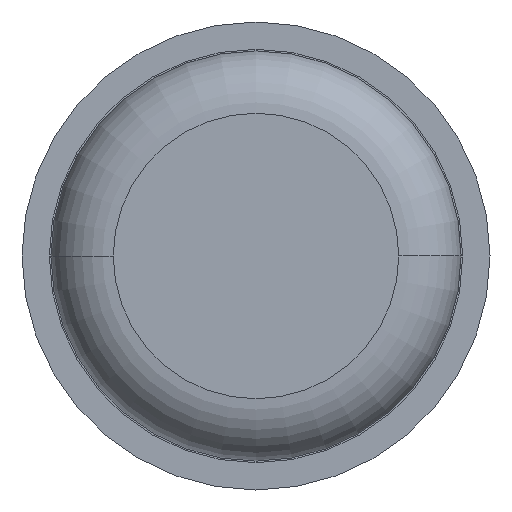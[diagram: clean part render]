
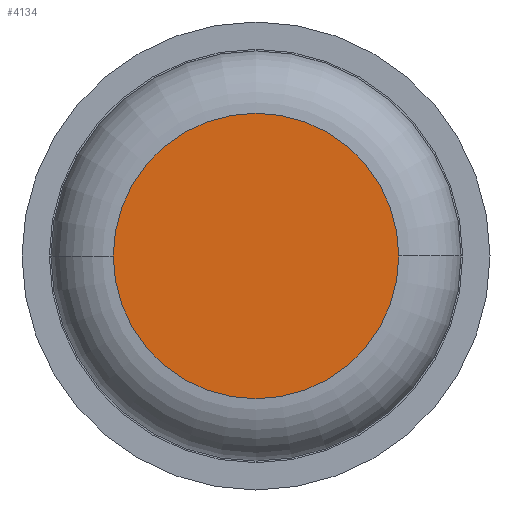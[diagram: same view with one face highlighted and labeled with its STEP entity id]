
A CAD part, front view. The second image highlights one B-rep face of the part: STEP entity #4134.
In plain terms, the highlighted planar face has unit normal (0, -1, 0).
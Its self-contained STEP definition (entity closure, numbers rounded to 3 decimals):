
#769 = DIRECTION ( 'NONE',  ( -1., 0., 0. ) ) ;
#1504 = AXIS2_PLACEMENT_3D ( 'NONE', #3782, #1828, #1848 ) ;
#1818 = CARTESIAN_POINT ( 'NONE',  ( -0.915, 0., 0. ) ) ;
#1828 = DIRECTION ( 'NONE',  ( 0., -1., 0. ) ) ;
#1848 = DIRECTION ( 'NONE',  ( -1., 0., 0. ) ) ;
#1941 = CIRCLE ( 'NONE', #4543, 0.915 ) ;
#2165 = VERTEX_POINT ( 'NONE', #1818 ) ;
#2216 = ORIENTED_EDGE ( 'NONE', *, *, #5535, .T. ) ;
#2504 = CIRCLE ( 'NONE', #1504, 0.915 ) ;
#2655 = VERTEX_POINT ( 'NONE', #3193 ) ;
#2717 = CARTESIAN_POINT ( 'NONE',  ( 0., 0., 0. ) ) ;
#2742 = ORIENTED_EDGE ( 'NONE', *, *, #6436, .T. ) ;
#2828 = AXIS2_PLACEMENT_3D ( 'NONE', #2717, #3313, #769 ) ;
#2829 = EDGE_LOOP ( 'NONE', ( #2742, #2216 ) ) ;
#3193 = CARTESIAN_POINT ( 'NONE',  ( 0.915, 0., 0. ) ) ;
#3313 = DIRECTION ( 'NONE',  ( 0., 1., 0. ) ) ;
#3734 = CARTESIAN_POINT ( 'NONE',  ( 0., 0., 0. ) ) ;
#3782 = CARTESIAN_POINT ( 'NONE',  ( 0., 0., 0. ) ) ;
#4134 = ADVANCED_FACE ( 'Defeature ausgef�hrt1_101', ( #4607 ), #4247, .F. ) ;
#4247 = PLANE ( 'NONE',  #2828 ) ;
#4543 = AXIS2_PLACEMENT_3D ( 'NONE', #3734, #5790, #6210 ) ;
#4607 = FACE_OUTER_BOUND ( 'NONE', #2829, .T. ) ;
#5535 = EDGE_CURVE ( 'Defeature ausgef�hrt1_101+Defeature ausgef�hrt1_102+Defeature ausgef�hrt1_102+Defeature ausgef�hrt1_102', #2655, #2165, #1941, .T. ) ;
#5790 = DIRECTION ( 'NONE',  ( 0., -1., 0. ) ) ;
#6210 = DIRECTION ( 'NONE',  ( -1., 0., 0. ) ) ;
#6436 = EDGE_CURVE ( 'Defeature ausgef�hrt1_101+Defeature ausgef�hrt1_102+Defeature ausgef�hrt1_102+Defeature ausgef�hrt1_102', #2165, #2655, #2504, .T. ) ;
